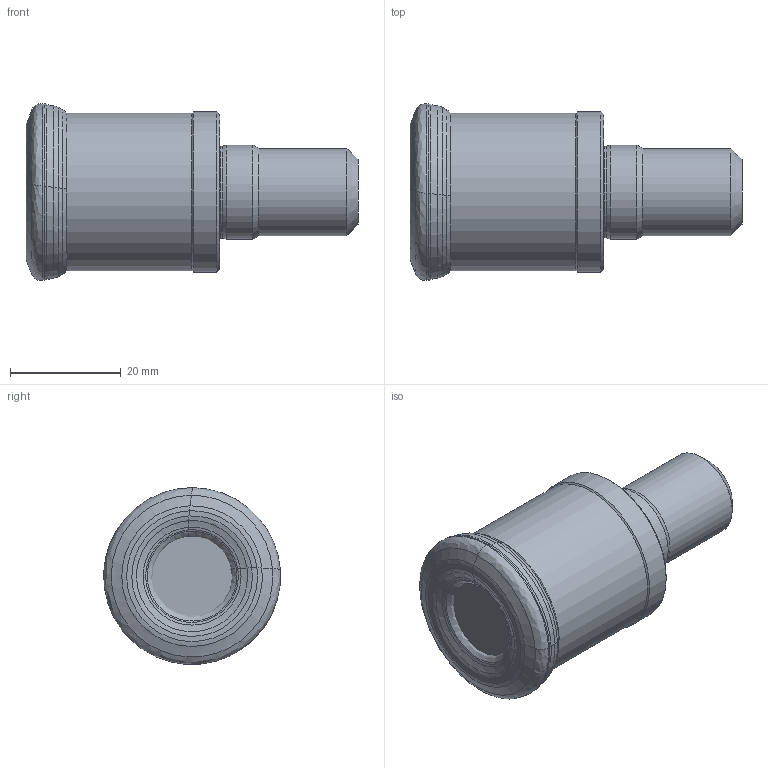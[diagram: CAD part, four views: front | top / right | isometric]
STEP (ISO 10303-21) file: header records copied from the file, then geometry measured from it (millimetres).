
FILE_DESCRIPTION(/* description */ (''),/* implementation_level */ '2;1');
FILE_NAME(/* name */ 'AHFMC-WD0804-D32-M16-L35-Z03-H.stp',/* time_stamp */ '2023-10-18T15:52:27+03:00',/* author */ (''),/* organization */ (''),/* preprocessor_version */ 'ST-DEVELOPER v19.4',/* originating_system */ 'SIEMENS PLM Software NX2306.5001',/* authorisation */ '');
FILE_SCHEMA (('AUTOMOTIVE_DESIGN { 1 0 10303 214 3 1 1 1 }'));
Length unit declared in the file: millimetre
Products named in the file (1): AHFMC-WD0804-D32-M16-L35-Z03-H-LIGHT_x_t_objects
Bounding box: 60 x 31.93 x 31.94 mm (x, y, z)
Volume: 31197.9 mm3; surface area: 7624 mm2
Topology: 2 solids, 2 shells, 70 faces, 135 edges, 69 vertices
Faces by surface type: bspline 48, cone 9, cylinder 5, torus 4, plane 4
Full cylindrical faces by diameter (mm): 15.75 x1, 16.6 x1, 17 x1, 28.5 x1, 29 x1
Entity records: 2474 total; most frequent: CARTESIAN_POINT 1229, DIRECTION 256, ORIENTED_EDGE 234, AXIS2_PLACEMENT_3D 122, EDGE_CURVE 117, CIRCLE 99, EDGE_LOOP 90, ADVANCED_FACE 70
